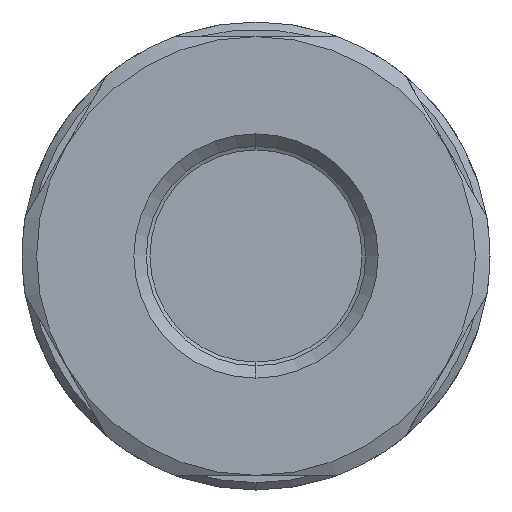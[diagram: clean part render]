
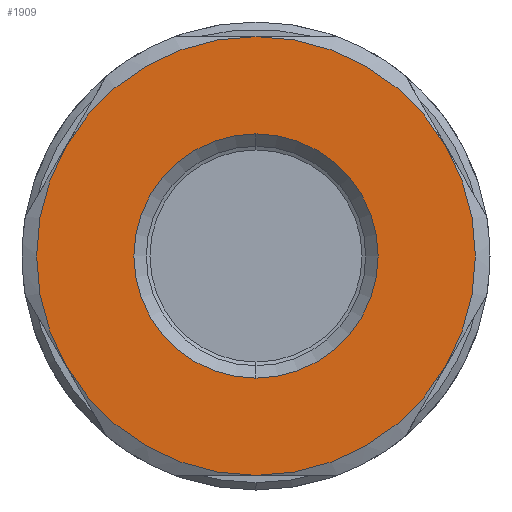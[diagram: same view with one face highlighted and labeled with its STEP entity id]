
A CAD part, left-side view. The second image highlights one B-rep face of the part: STEP entity #1909.
In plain terms, the highlighted planar face has unit normal (-1, 0, 0).
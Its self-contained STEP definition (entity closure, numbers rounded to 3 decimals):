
#30 = EDGE_LOOP ( 'NONE', ( #2500, #2501 ) ) ;
#365 = CIRCLE ( 'NONE', #3098, 8.35 ) ;
#387 = CIRCLE ( 'NONE', #3111, 8.35 ) ;
#388 = CIRCLE ( 'NONE', #3112, 15. ) ;
#389 = CIRCLE ( 'NONE', #3113, 15. ) ;
#390 = CIRCLE ( 'NONE', #3114, 15. ) ;
#391 = CIRCLE ( 'NONE', #3115, 15. ) ;
#392 = CIRCLE ( 'NONE', #3116, 15. ) ;
#393 = CIRCLE ( 'NONE', #2126, 15. ) ;
#808 = FACE_BOUND ( 'NONE', #30, .T. ) ;
#809 = FACE_OUTER_BOUND ( 'NONE', #5072, .T. ) ;
#868 = CARTESIAN_POINT ( 'NONE',  ( -18.1, 0., 0. ) ) ;
#869 = DIRECTION ( 'NONE',  ( 1., 0., 0. ) ) ;
#870 = DIRECTION ( 'NONE',  ( 0., 0., -1. ) ) ;
#871 = CARTESIAN_POINT ( 'NONE',  ( -18.1, 0., 0. ) ) ;
#872 = DIRECTION ( 'NONE',  ( 1., 0., 0. ) ) ;
#873 = DIRECTION ( 'NONE',  ( 0., 0., -1. ) ) ;
#874 = CARTESIAN_POINT ( 'NONE',  ( -18.1, 0., 0. ) ) ;
#875 = DIRECTION ( 'NONE',  ( 1., 0., 0. ) ) ;
#876 = DIRECTION ( 'NONE',  ( 0., 0., -1. ) ) ;
#877 = CARTESIAN_POINT ( 'NONE',  ( -18.1, 0., 0. ) ) ;
#878 = DIRECTION ( 'NONE',  ( 1., 0., 0. ) ) ;
#879 = DIRECTION ( 'NONE',  ( 0., 0., -1. ) ) ;
#880 = CARTESIAN_POINT ( 'NONE',  ( -18.1, 0., 0. ) ) ;
#881 = DIRECTION ( 'NONE',  ( 1., 0., 0. ) ) ;
#882 = DIRECTION ( 'NONE',  ( 0., 0., -1. ) ) ;
#883 = CARTESIAN_POINT ( 'NONE',  ( -18.1, 0., 0. ) ) ;
#884 = DIRECTION ( 'NONE',  ( 1., 0., 0. ) ) ;
#885 = DIRECTION ( 'NONE',  ( 0., 0., -1. ) ) ;
#886 = CARTESIAN_POINT ( 'NONE',  ( -18.1, 0., 0. ) ) ;
#887 = DIRECTION ( 'NONE',  ( 1., 0., 0. ) ) ;
#888 = DIRECTION ( 'NONE',  ( 0., 0., -1. ) ) ;
#1667 = EDGE_CURVE ( 'NONE', #3195, #3166, #365, .T. ) ;
#1686 = EDGE_CURVE ( 'NONE', #3166, #3195, #387, .T. ) ;
#1687 = EDGE_CURVE ( 'NONE', #3183, #3178, #388, .T. ) ;
#1688 = EDGE_CURVE ( 'NONE', #3168, #3183, #389, .T. ) ;
#1689 = EDGE_CURVE ( 'NONE', #3191, #3168, #390, .T. ) ;
#1690 = EDGE_CURVE ( 'NONE', #3134, #3191, #391, .T. ) ;
#1691 = EDGE_CURVE ( 'NONE', #3177, #3134, #392, .T. ) ;
#1692 = EDGE_CURVE ( 'NONE', #3178, #3177, #393, .T. ) ;
#1909 = ADVANCED_FACE ( 'NONE', ( #808, #809 ), #3899, .T. ) ;
#1975 = ORIENTED_EDGE ( 'NONE', *, *, #1687, .F. ) ;
#1976 = ORIENTED_EDGE ( 'NONE', *, *, #1688, .F. ) ;
#1977 = ORIENTED_EDGE ( 'NONE', *, *, #1689, .F. ) ;
#1978 = ORIENTED_EDGE ( 'NONE', *, *, #1690, .F. ) ;
#1979 = ORIENTED_EDGE ( 'NONE', *, *, #1691, .F. ) ;
#1980 = ORIENTED_EDGE ( 'NONE', *, *, #1692, .F. ) ;
#2126 = AXIS2_PLACEMENT_3D ( 'NONE', #886, #887, #888 ) ;
#2298 = AXIS2_PLACEMENT_3D ( 'NONE', #3900, #3901, #3902 ) ;
#2500 = ORIENTED_EDGE ( 'NONE', *, *, #1667, .T. ) ;
#2501 = ORIENTED_EDGE ( 'NONE', *, *, #1686, .T. ) ;
#3098 = AXIS2_PLACEMENT_3D ( 'NONE', #3678, #3679, #3680 ) ;
#3111 = AXIS2_PLACEMENT_3D ( 'NONE', #868, #869, #870 ) ;
#3112 = AXIS2_PLACEMENT_3D ( 'NONE', #871, #872, #873 ) ;
#3113 = AXIS2_PLACEMENT_3D ( 'NONE', #874, #875, #876 ) ;
#3114 = AXIS2_PLACEMENT_3D ( 'NONE', #877, #878, #879 ) ;
#3115 = AXIS2_PLACEMENT_3D ( 'NONE', #880, #881, #882 ) ;
#3116 = AXIS2_PLACEMENT_3D ( 'NONE', #883, #884, #885 ) ;
#3134 = VERTEX_POINT ( 'NONE', #4728 ) ;
#3166 = VERTEX_POINT ( 'NONE', #4760 ) ;
#3168 = VERTEX_POINT ( 'NONE', #4762 ) ;
#3177 = VERTEX_POINT ( 'NONE', #4771 ) ;
#3178 = VERTEX_POINT ( 'NONE', #4772 ) ;
#3183 = VERTEX_POINT ( 'NONE', #4777 ) ;
#3191 = VERTEX_POINT ( 'NONE', #4785 ) ;
#3195 = VERTEX_POINT ( 'NONE', #4789 ) ;
#3678 = CARTESIAN_POINT ( 'NONE',  ( -18.1, 0., 0. ) ) ;
#3679 = DIRECTION ( 'NONE',  ( 1., 0., 0. ) ) ;
#3680 = DIRECTION ( 'NONE',  ( 0., 0., -1. ) ) ;
#3899 = PLANE ( 'NONE',  #2298 ) ;
#3900 = CARTESIAN_POINT ( 'NONE',  ( -18.1, 15., 0. ) ) ;
#3901 = DIRECTION ( 'NONE',  ( -1., 0., 0. ) ) ;
#3902 = DIRECTION ( 'NONE',  ( 0., 0., 1. ) ) ;
#4728 = CARTESIAN_POINT ( 'NONE',  ( -18.1, 0., 15. ) ) ;
#4760 = CARTESIAN_POINT ( 'NONE',  ( -18.1, 0., -8.35 ) ) ;
#4762 = CARTESIAN_POINT ( 'NONE',  ( -18.1, -12.99, -7.5 ) ) ;
#4771 = CARTESIAN_POINT ( 'NONE',  ( -18.1, 12.99, 7.5 ) ) ;
#4772 = CARTESIAN_POINT ( 'NONE',  ( -18.1, 12.99, -7.5 ) ) ;
#4777 = CARTESIAN_POINT ( 'NONE',  ( -18.1, 0., -15. ) ) ;
#4785 = CARTESIAN_POINT ( 'NONE',  ( -18.1, -12.99, 7.5 ) ) ;
#4789 = CARTESIAN_POINT ( 'NONE',  ( -18.1, 0., 8.35 ) ) ;
#5072 = EDGE_LOOP ( 'NONE', ( #1975, #1976, #1977, #1978, #1979, #1980 ) ) ;
